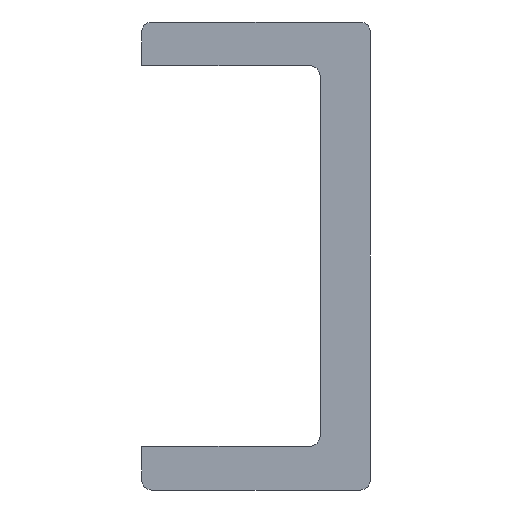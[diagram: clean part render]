
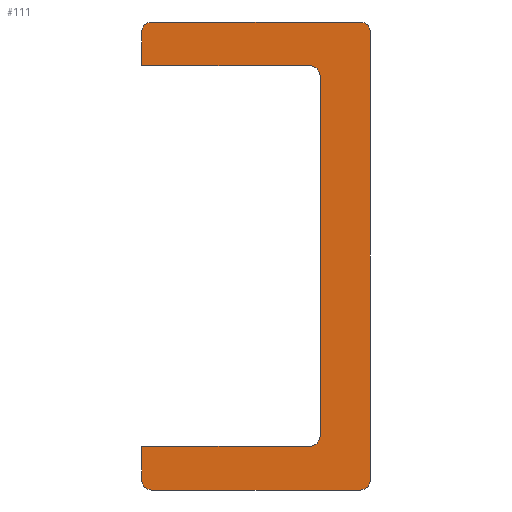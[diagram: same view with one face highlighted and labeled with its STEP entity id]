
A CAD part, front view. The second image highlights one B-rep face of the part: STEP entity #111.
In plain terms, the highlighted planar face has unit normal (0, -1, 0).
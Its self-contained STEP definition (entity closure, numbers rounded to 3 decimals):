
#111 = ADVANCED_FACE( '', ( #266 ), #267, .F. );
#266 = FACE_OUTER_BOUND( '', #503, .T. );
#267 = PLANE( '', #504 );
#503 = EDGE_LOOP( '', ( #788, #789, #790, #791, #792, #793, #794, #795, #796, #797, #798, #799, #800, #801 ) );
#504 = AXIS2_PLACEMENT_3D( '', #802, #803, #804 );
#788 = ORIENTED_EDGE( '', *, *, #1141, .F. );
#789 = ORIENTED_EDGE( '', *, *, #1142, .T. );
#790 = ORIENTED_EDGE( '', *, *, #1088, .F. );
#791 = ORIENTED_EDGE( '', *, *, #1139, .T. );
#792 = ORIENTED_EDGE( '', *, *, #1143, .F. );
#793 = ORIENTED_EDGE( '', *, *, #1144, .F. );
#794 = ORIENTED_EDGE( '', *, *, #1145, .F. );
#795 = ORIENTED_EDGE( '', *, *, #1146, .F. );
#796 = ORIENTED_EDGE( '', *, *, #1147, .F. );
#797 = ORIENTED_EDGE( '', *, *, #1095, .F. );
#798 = ORIENTED_EDGE( '', *, *, #1148, .F. );
#799 = ORIENTED_EDGE( '', *, *, #1149, .T. );
#800 = ORIENTED_EDGE( '', *, *, #1150, .F. );
#801 = ORIENTED_EDGE( '', *, *, #1151, .T. );
#802 = CARTESIAN_POINT( '', ( -10.5, 0., 21.5 ) );
#803 = DIRECTION( '', ( 0., 1., 0. ) );
#804 = DIRECTION( '', ( 0., 0., 1. ) );
#1088 = EDGE_CURVE( '', #1241, #1242, #1243, .T. );
#1095 = EDGE_CURVE( '', #1253, #1254, #1255, .T. );
#1139 = EDGE_CURVE( '', #1241, #1326, #1328, .F. );
#1141 = EDGE_CURVE( '', #1330, #1331, #1332, .T. );
#1142 = EDGE_CURVE( '', #1330, #1242, #1333, .F. );
#1143 = EDGE_CURVE( '', #1334, #1326, #1335, .T. );
#1144 = EDGE_CURVE( '', #1336, #1334, #1337, .T. );
#1145 = EDGE_CURVE( '', #1338, #1336, #1339, .T. );
#1146 = EDGE_CURVE( '', #1340, #1338, #1341, .T. );
#1147 = EDGE_CURVE( '', #1254, #1340, #1342, .T. );
#1148 = EDGE_CURVE( '', #1343, #1253, #1344, .T. );
#1149 = EDGE_CURVE( '', #1343, #1345, #1346, .F. );
#1150 = EDGE_CURVE( '', #1347, #1345, #1348, .T. );
#1151 = EDGE_CURVE( '', #1347, #1331, #1349, .F. );
#1241 = VERTEX_POINT( '', #1470 );
#1242 = VERTEX_POINT( '', #1471 );
#1243 = LINE( '', #1472, #1473 );
#1253 = VERTEX_POINT( '', #1486 );
#1254 = VERTEX_POINT( '', #1487 );
#1255 = LINE( '', #1488, #1489 );
#1326 = VERTEX_POINT( '', #1569 );
#1328 = CIRCLE( '', #1572, 0.9 );
#1330 = VERTEX_POINT( '', #1574 );
#1331 = VERTEX_POINT( '', #1575 );
#1332 = LINE( '', #1576, #1577 );
#1333 = CIRCLE( '', #1578, 0.9 );
#1334 = VERTEX_POINT( '', #1579 );
#1335 = LINE( '', #1580, #1581 );
#1336 = VERTEX_POINT( '', #1582 );
#1337 = LINE( '', #1583, #1584 );
#1338 = VERTEX_POINT( '', #1585 );
#1339 = CIRCLE( '', #1586, 1. );
#1340 = VERTEX_POINT( '', #1587 );
#1341 = LINE( '', #1588, #1589 );
#1342 = CIRCLE( '', #1590, 1. );
#1343 = VERTEX_POINT( '', #1591 );
#1344 = LINE( '', #1592, #1593 );
#1345 = VERTEX_POINT( '', #1594 );
#1346 = CIRCLE( '', #1595, 0.9 );
#1347 = VERTEX_POINT( '', #1596 );
#1348 = LINE( '', #1597, #1598 );
#1349 = CIRCLE( '', #1599, 0.9 );
#1470 = CARTESIAN_POINT( '', ( -9.6, 0., 21.5 ) );
#1471 = CARTESIAN_POINT( '', ( 9.6, 0., 21.5 ) );
#1472 = CARTESIAN_POINT( '', ( -10.5, 0., 21.5 ) );
#1473 = VECTOR( '', #1730, 1000. );
#1486 = CARTESIAN_POINT( '', ( -10.5, 0., -17.5 ) );
#1487 = CARTESIAN_POINT( '', ( 4.9, 0., -17.5 ) );
#1488 = CARTESIAN_POINT( '', ( 4.9, 0., -17.5 ) );
#1489 = VECTOR( '', #1737, 1000. );
#1569 = CARTESIAN_POINT( '', ( -10.5, 0., 20.6 ) );
#1572 = AXIS2_PLACEMENT_3D( '', #1814, #1815, #1816 );
#1574 = CARTESIAN_POINT( '', ( 10.5, 0., 20.6 ) );
#1575 = CARTESIAN_POINT( '', ( 10.5, 0., -20.6 ) );
#1576 = CARTESIAN_POINT( '', ( 10.5, 0., 21.5 ) );
#1577 = VECTOR( '', #1817, 1000. );
#1578 = AXIS2_PLACEMENT_3D( '', #1818, #1819, #1820 );
#1579 = CARTESIAN_POINT( '', ( -10.5, 0., 17.5 ) );
#1580 = CARTESIAN_POINT( '', ( -10.5, 0., -21.5 ) );
#1581 = VECTOR( '', #1821, 1000. );
#1582 = CARTESIAN_POINT( '', ( 4.9, 0., 17.5 ) );
#1583 = CARTESIAN_POINT( '', ( 4.9, 0., 17.5 ) );
#1584 = VECTOR( '', #1822, 1000. );
#1585 = CARTESIAN_POINT( '', ( 5.9, 0., 16.5 ) );
#1586 = AXIS2_PLACEMENT_3D( '', #1823, #1824, #1825 );
#1587 = CARTESIAN_POINT( '', ( 5.9, 0., -16.5 ) );
#1588 = CARTESIAN_POINT( '', ( 5.9, 0., 16.5 ) );
#1589 = VECTOR( '', #1826, 1000. );
#1590 = AXIS2_PLACEMENT_3D( '', #1827, #1828, #1829 );
#1591 = CARTESIAN_POINT( '', ( -10.5, 0., -20.6 ) );
#1592 = CARTESIAN_POINT( '', ( -10.5, 0., -21.5 ) );
#1593 = VECTOR( '', #1830, 1000. );
#1594 = CARTESIAN_POINT( '', ( -9.6, 0., -21.5 ) );
#1595 = AXIS2_PLACEMENT_3D( '', #1831, #1832, #1833 );
#1596 = CARTESIAN_POINT( '', ( 9.6, 0., -21.5 ) );
#1597 = CARTESIAN_POINT( '', ( 10.5, 0., -21.5 ) );
#1598 = VECTOR( '', #1834, 1000. );
#1599 = AXIS2_PLACEMENT_3D( '', #1835, #1836, #1837 );
#1730 = DIRECTION( '', ( 1., 0., 0. ) );
#1737 = DIRECTION( '', ( 1., 0., 0. ) );
#1814 = CARTESIAN_POINT( '', ( -9.6, 0., 20.6 ) );
#1815 = DIRECTION( '', ( 0., 1., 0. ) );
#1816 = DIRECTION( '', ( 0., 0., 1. ) );
#1817 = DIRECTION( '', ( 0., 0., -1. ) );
#1818 = CARTESIAN_POINT( '', ( 9.6, 0., 20.6 ) );
#1819 = DIRECTION( '', ( 0., 1., 0. ) );
#1820 = DIRECTION( '', ( 0., 0., 1. ) );
#1821 = DIRECTION( '', ( 0., 0., 1. ) );
#1822 = DIRECTION( '', ( -1., 0., 0. ) );
#1823 = CARTESIAN_POINT( '', ( 4.9, 0., 16.5 ) );
#1824 = DIRECTION( '', ( 0., -1., 0. ) );
#1825 = DIRECTION( '', ( -1., 0., 0. ) );
#1826 = DIRECTION( '', ( 0., 0., 1. ) );
#1827 = CARTESIAN_POINT( '', ( 4.9, 0., -16.5 ) );
#1828 = DIRECTION( '', ( 0., -1., 0. ) );
#1829 = DIRECTION( '', ( -1., 0., 0. ) );
#1830 = DIRECTION( '', ( 0., 0., 1. ) );
#1831 = CARTESIAN_POINT( '', ( -9.6, 0., -20.6 ) );
#1832 = DIRECTION( '', ( 0., 1., 0. ) );
#1833 = DIRECTION( '', ( 0., 0., 1. ) );
#1834 = DIRECTION( '', ( -1., 0., 0. ) );
#1835 = CARTESIAN_POINT( '', ( 9.6, 0., -20.6 ) );
#1836 = DIRECTION( '', ( 0., 1., 0. ) );
#1837 = DIRECTION( '', ( 0., 0., 1. ) );
